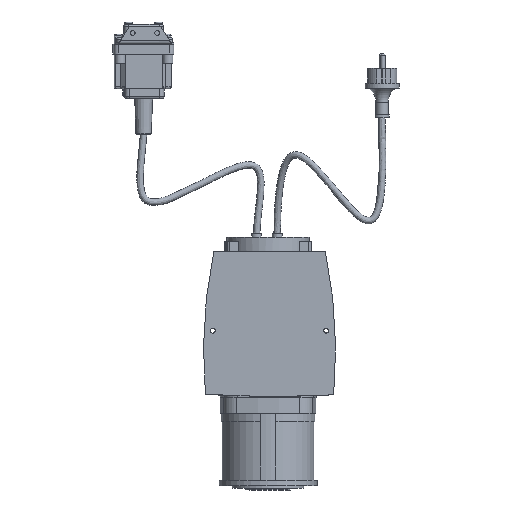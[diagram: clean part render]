
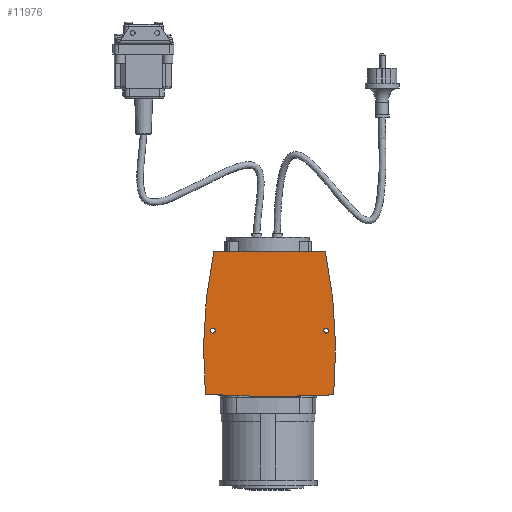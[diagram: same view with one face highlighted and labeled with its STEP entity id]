
A CAD part, front view. The second image highlights one B-rep face of the part: STEP entity #11976.
In plain terms, the highlighted face is planar.
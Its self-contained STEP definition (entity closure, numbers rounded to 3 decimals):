
#381=FACE_BOUND($,#2440,.T.);
#382=FACE_BOUND($,#2441,.T.);
#750=CIRCLE($,#12837,1477.144);
#756=CIRCLE($,#12856,590.5);
#757=CIRCLE($,#12858,3.);
#760=CIRCLE($,#12862,590.5);
#768=CIRCLE($,#12886,3.);
#1176=PLANE($,#12889);
#1709=FACE_OUTER_BOUND($,#2439,.T.);
#2439=EDGE_LOOP($,(#9952,#9953,#9954,#9955));
#2440=EDGE_LOOP($,(#9956));
#2441=EDGE_LOOP($,(#9957));
#3338=LINE($,#21811,#4309);
#4309=VECTOR($,#15230,135.519);
#5581=VERTEX_POINT($,#20774);
#5582=VERTEX_POINT($,#20781);
#5608=VERTEX_POINT($,#21554);
#5609=VERTEX_POINT($,#21562);
#5621=VERTEX_POINT($,#21727);
#5643=VERTEX_POINT($,#22466);
#7041=EDGE_CURVE($,#5582,#5581,#750,.T.);
#7079=EDGE_CURVE($,#5581,#5608,#756,.T.);
#7080=EDGE_CURVE($,#5609,#5609,#757,.T.);
#7096=EDGE_CURVE($,#5582,#5621,#760,.T.);
#7128=EDGE_CURVE($,#5621,#5608,#3338,.T.);
#7135=EDGE_CURVE($,#5643,#5643,#768,.T.);
#9952=ORIENTED_EDGE($,*,*,#7041,.T.);
#9953=ORIENTED_EDGE($,*,*,#7079,.T.);
#9954=ORIENTED_EDGE($,*,*,#7128,.F.);
#9955=ORIENTED_EDGE($,*,*,#7096,.F.);
#9956=ORIENTED_EDGE($,*,*,#7080,.T.);
#9957=ORIENTED_EDGE($,*,*,#7135,.T.);
#11976=ADVANCED_FACE($,(#1709,#381,#382),#1176,.F.);
#12837=AXIS2_PLACEMENT_3D($,#20782,#15103,#15104);
#12856=AXIS2_PLACEMENT_3D($,#21560,#15159,#15160);
#12858=AXIS2_PLACEMENT_3D($,#21563,#15163,#15164);
#12862=AXIS2_PLACEMENT_3D($,#21728,#15175,#15176);
#12886=AXIS2_PLACEMENT_3D($,#22467,#15245,#15246);
#12889=AXIS2_PLACEMENT_3D($,#22518,#15255,#15256);
#15103=DIRECTION('center_axis',(0.,0.,
-1.));
#15104=DIRECTION('ref_axis',(-0.059,0.998,0.));
#15159=DIRECTION('center_axis',(0.,0.,
-1.));
#15160=DIRECTION('ref_axis',(0.988,0.153,0.));
#15163=DIRECTION('center_axis',(0.,0.,
1.));
#15164=DIRECTION('ref_axis',(-1.,0.,0.));
#15175=DIRECTION('center_axis',(0.,0.,
1.));
#15176=DIRECTION('ref_axis',(-0.988,0.153,0.));
#15230=DIRECTION($,(1.,0.,0.));
#15245=DIRECTION('center_axis',(0.,0.,
1.));
#15246=DIRECTION('ref_axis',(1.,0.,0.));
#15255=DIRECTION('center_axis',(0.,0.,
1.));
#15256=DIRECTION('ref_axis',(1.,0.,0.));
#20774=CARTESIAN_POINT('',(78.003,86.006,0.));
#20781=CARTESIAN_POINT('',(-78.059,85.378,0.));
#20782=CARTESIAN_POINT('Origin',(5.905,-1389.378,0.));
#21554=CARTESIAN_POINT('',(67.76,-88.,0.));
#21560=CARTESIAN_POINT('Origin',(-510.142,33.325,0.));
#21562=CARTESIAN_POINT('',(72.,8.,0.));
#21563=CARTESIAN_POINT('Origin',(69.,8.,0.));
#21727=CARTESIAN_POINT('',(-67.76,-88.,0.));
#21728=CARTESIAN_POINT('Origin',(510.142,33.325,0.));
#21811=CARTESIAN_POINT($,(-67.76,-88.,0.));
#22466=CARTESIAN_POINT('',(-72.,8.,0.));
#22467=CARTESIAN_POINT('Origin',(-69.,8.,0.));
#22518=CARTESIAN_POINT('Origin',(-33.496,19.837,0.));
